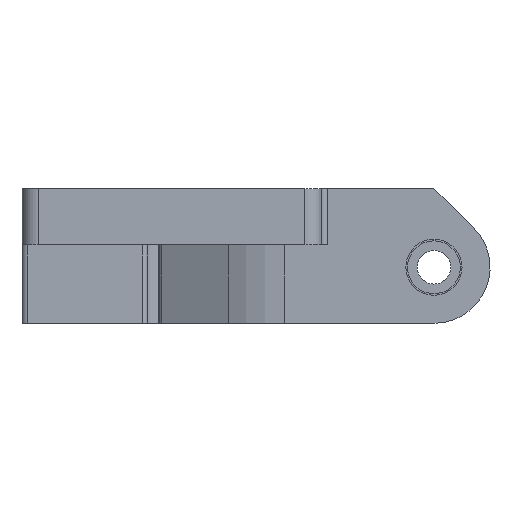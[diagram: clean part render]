
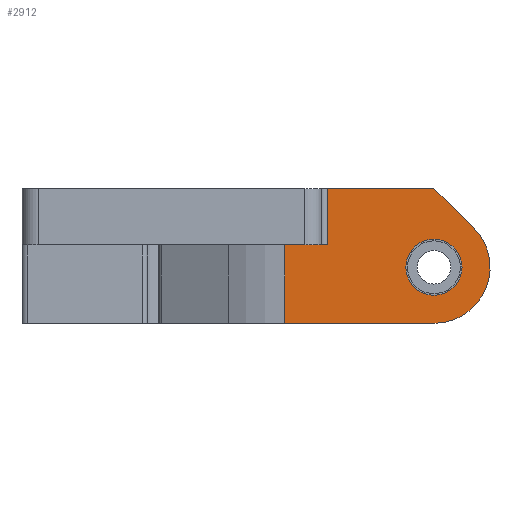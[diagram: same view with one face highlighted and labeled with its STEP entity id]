
A CAD part, front view. The second image highlights one B-rep face of the part: STEP entity #2912.
In plain terms, the highlighted planar face has unit normal (0, -1, 0).
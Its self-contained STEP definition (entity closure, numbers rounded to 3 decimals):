
#123=DIRECTION('',(0.,0.,-1.));
#124=VECTOR('',#123,5.);
#125=CARTESIAN_POINT('',(13.,-16.5,0.));
#126=LINE('',#125,#124);
#369=DIRECTION('',(-1.,0.,0.));
#370=VECTOR('',#369,9.5);
#371=CARTESIAN_POINT('',(22.5,-16.5,0.));
#372=LINE('',#371,#370);
#582=DIRECTION('',(1.,0.,0.));
#583=VECTOR('',#582,13.294);
#584=CARTESIAN_POINT('',(9.206,-16.5,-12.));
#585=LINE('',#584,#583);
#1309=DIRECTION('',(0.714,0.,-0.7));
#1310=VECTOR('',#1309,4.899);
#1311=CARTESIAN_POINT('',(22.5,-16.5,0.));
#1312=LINE('',#1311,#1310);
#1316=CARTESIAN_POINT('',(22.5,-16.5,-7.));
#1317=DIRECTION('',(0.,1.,0.));
#1318=DIRECTION('',(0.7,0.,0.714));
#1319=AXIS2_PLACEMENT_3D('',#1316,#1317,#1318);
#1324=DIRECTION('',(1.,0.,0.));
#1325=VECTOR('',#1324,3.794);
#1326=CARTESIAN_POINT('',(9.206,-16.5,-5.));
#1327=LINE('',#1326,#1325);
#1331=CARTESIAN_POINT('',(22.5,-16.5,-7.));
#1332=DIRECTION('',(0.,-1.,0.));
#1333=DIRECTION('',(1.,0.,0.));
#1334=AXIS2_PLACEMENT_3D('',#1331,#1332,#1333);
#1339=CARTESIAN_POINT('',(22.5,-16.5,-7.));
#1340=DIRECTION('',(0.,-1.,0.));
#1341=DIRECTION('',(-1.,0.,0.));
#1342=AXIS2_PLACEMENT_3D('',#1339,#1340,#1341);
#1354=DIRECTION('',(0.,0.,-1.));
#1355=VECTOR('',#1354,7.);
#1356=CARTESIAN_POINT('',(9.206,-16.5,-5.));
#1357=LINE('',#1356,#1355);
#1688=CARTESIAN_POINT('',(13.,-16.5,0.));
#1689=CARTESIAN_POINT('',(13.,-16.5,-5.));
#1690=VERTEX_POINT('',#1688);
#1691=VERTEX_POINT('',#1689);
#1696=CARTESIAN_POINT('',(9.206,-16.5,-5.));
#1697=VERTEX_POINT('',#1696);
#1706=CARTESIAN_POINT('',(22.5,-16.5,0.));
#1707=VERTEX_POINT('',#1706);
#1714=CARTESIAN_POINT('',(25.999,-16.5,-3.429));
#1715=VERTEX_POINT('',#1714);
#1716=CARTESIAN_POINT('',(9.206,-16.5,-12.));
#1717=VERTEX_POINT('',#1716);
#1738=CARTESIAN_POINT('',(22.5,-16.5,-12.));
#1739=VERTEX_POINT('',#1738);
#1801=CARTESIAN_POINT('',(20.,-16.5,-7.));
#1803=VERTEX_POINT('',#1801);
#1805=CARTESIAN_POINT('',(25.,-16.5,-7.));
#1807=VERTEX_POINT('',#1805);
#2890=CARTESIAN_POINT('',(6.526,-16.5,0.));
#2891=DIRECTION('',(0.,1.,0.));
#2892=DIRECTION('',(1.,0.,0.));
#2893=AXIS2_PLACEMENT_3D('',#2890,#2891,#2892);
#2894=PLANE('',#2893);
#2895=ORIENTED_EDGE('',*,*,#1975,.F.);
#2896=ORIENTED_EDGE('',*,*,#2108,.F.);
#2898=ORIENTED_EDGE('',*,*,#2897,.T.);
#2899=ORIENTED_EDGE('',*,*,#2883,.T.);
#2900=ORIENTED_EDGE('',*,*,#2249,.F.);
#2902=ORIENTED_EDGE('',*,*,#2901,.F.);
#2903=ORIENTED_EDGE('',*,*,#1994,.T.);
#2904=EDGE_LOOP('',(#2895,#2896,#2898,#2899,#2900,#2902,#2903));
#2905=FACE_OUTER_BOUND('',#2904,.F.);
#2907=ORIENTED_EDGE('',*,*,#2906,.T.);
#2909=ORIENTED_EDGE('',*,*,#2908,.T.);
#2910=EDGE_LOOP('',(#2907,#2909));
#2911=FACE_BOUND('',#2910,.F.);
#1320=CIRCLE('',#1319,5.);
#1335=CIRCLE('',#1334,2.5);
#1343=CIRCLE('',#1342,2.5);
#1975=EDGE_CURVE('',#1690,#1691,#126,.T.);
#1994=EDGE_CURVE('',#1697,#1691,#1327,.T.);
#2108=EDGE_CURVE('',#1707,#1690,#372,.T.);
#2249=EDGE_CURVE('',#1717,#1739,#585,.T.);
#2883=EDGE_CURVE('',#1715,#1739,#1320,.T.);
#2897=EDGE_CURVE('',#1707,#1715,#1312,.T.);
#2901=EDGE_CURVE('',#1697,#1717,#1357,.T.);
#2906=EDGE_CURVE('',#1807,#1803,#1335,.T.);
#2908=EDGE_CURVE('',#1803,#1807,#1343,.T.);
#2912=ADVANCED_FACE('',(#2905,#2911),#2894,.F.);
